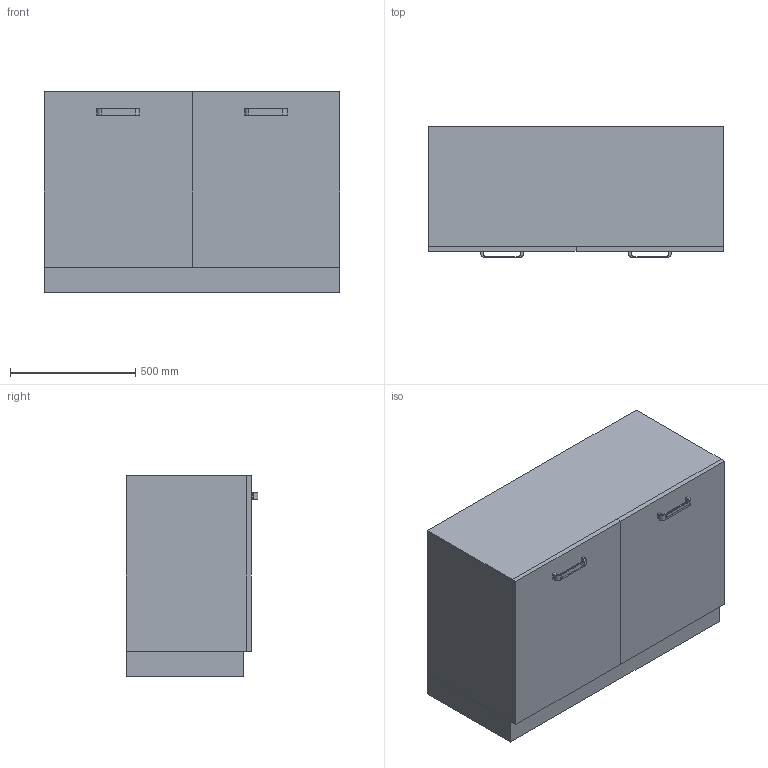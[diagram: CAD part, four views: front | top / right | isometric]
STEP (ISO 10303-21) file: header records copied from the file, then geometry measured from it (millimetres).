
FILE_DESCRIPTION(/* description */ (''),/* implementation_level */ '2;1');
FILE_NAME(/* name */ 'WPP41301B.stp',/* time_stamp */ '2025-07-15T12:59:48+02:00',/* author */ ('Marchetti'),/* organization */ (''),/* preprocessor_version */ 'ST-DEVELOPER v20',/* originating_system */ 'Autodesk Inventor 2024',/* authorisation */ '');
FILE_SCHEMA (('AUTOMOTIVE_DESIGN { 1 0 10303 214 3 1 1 }'));
Length unit declared in the file: millimetre
Products named in the file (7): WPP41301B; 413011; 413012; 413013; 413014; 413015; 413016
Assembly tree (6 placements, depth 2):
  WPP41301B
    413011
    413012
    413013
    413014
    413015
    413016
Bounding box: 1180 x 527 x 800 mm (x, y, z)
Volume: 468508236.5 mm3; surface area: 6680964 mm2
Topology: 6 solids, 6 shells, 140 faces, 328 edges, 200 vertices
Faces by surface type: plane 96, cylinder 44
Full cylindrical faces by diameter (mm): 4 x4
Entity records: 4324 total; most frequent: CARTESIAN_POINT 770, DIRECTION 716, ORIENTED_EDGE 656, EDGE_CURVE 328, AXIS2_PLACEMENT_3D 242, LINE 232, VECTOR 232, VERTEX_POINT 200
